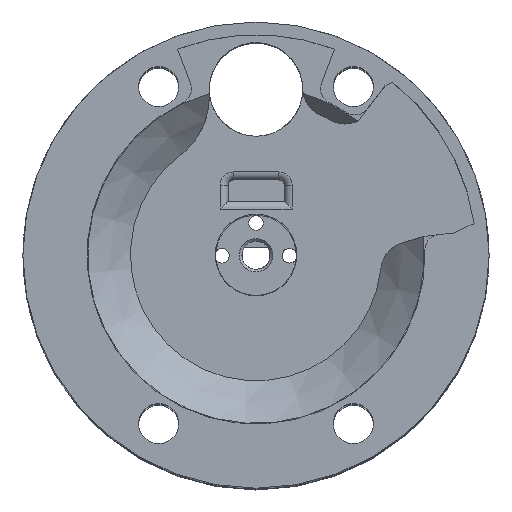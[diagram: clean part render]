
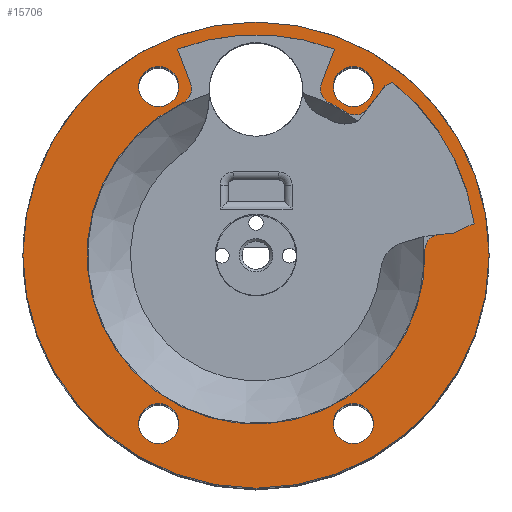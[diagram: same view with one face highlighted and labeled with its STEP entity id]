
A CAD part, top view. The second image highlights one B-rep face of the part: STEP entity #15706.
In plain terms, the highlighted planar face has unit normal (0, 0, 1).
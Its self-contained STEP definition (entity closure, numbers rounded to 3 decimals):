
#587=FACE_BOUND('',#2672,.T.);
#588=FACE_BOUND('',#2673,.T.);
#589=FACE_BOUND('',#2674,.T.);
#590=FACE_BOUND('',#2675,.T.);
#591=FACE_BOUND('',#2676,.T.);
#911=PLANE('',#17165);
#1737=FACE_OUTER_BOUND('',#2671,.T.);
#2671=EDGE_LOOP('',(#14246));
#2672=EDGE_LOOP('',(#14247,#14248,#14249,#14250,#14251,#14252,#14253,#14254,
#14255,#14256,#14257,#14258,#14259,#14260));
#2673=EDGE_LOOP('',(#14261));
#2674=EDGE_LOOP('',(#14262));
#2675=EDGE_LOOP('',(#14263));
#2676=EDGE_LOOP('',(#14264));
#3697=CIRCLE('',#17088,17.45);
#3738=CIRCLE('',#17162,1.162);
#3740=CIRCLE('',#17166,12.65);
#3741=CIRCLE('',#17167,1.162);
#3742=CIRCLE('',#17168,16.5);
#3743=CIRCLE('',#17169,1.162);
#3744=CIRCLE('',#17170,12.65);
#3745=CIRCLE('',#17171,1.162);
#3746=CIRCLE('',#17172,16.5);
#3747=CIRCLE('',#17173,1.5);
#3748=CIRCLE('',#17174,1.5);
#3749=CIRCLE('',#17175,1.5);
#3750=CIRCLE('',#17176,1.5);
#4767=LINE('',#30926,#5826);
#4770=LINE('',#30935,#5829);
#4771=LINE('',#30939,#5830);
#4772=LINE('',#30947,#5831);
#4773=LINE('',#30949,#5832);
#4774=LINE('',#30952,#5833);
#5826=VECTOR('',#21029,10.);
#5829=VECTOR('',#21038,10.);
#5830=VECTOR('',#21041,10.);
#5831=VECTOR('',#21048,10.);
#5832=VECTOR('',#21049,10.);
#5833=VECTOR('',#21052,10.);
#7293=VERTEX_POINT('',#30688);
#7365=VERTEX_POINT('',#30914);
#7366=VERTEX_POINT('',#30915);
#7370=VERTEX_POINT('',#30925);
#7371=VERTEX_POINT('',#30930);
#7372=VERTEX_POINT('',#30932);
#7373=VERTEX_POINT('',#30934);
#7374=VERTEX_POINT('',#30936);
#7375=VERTEX_POINT('',#30938);
#7376=VERTEX_POINT('',#30940);
#7377=VERTEX_POINT('',#30942);
#7378=VERTEX_POINT('',#30944);
#7379=VERTEX_POINT('',#30946);
#7380=VERTEX_POINT('',#30948);
#7381=VERTEX_POINT('',#30950);
#7382=VERTEX_POINT('',#30953);
#7383=VERTEX_POINT('',#30955);
#7384=VERTEX_POINT('',#30957);
#7385=VERTEX_POINT('',#30959);
#9576=EDGE_CURVE('',#7293,#7293,#3697,.T.);
#9681=EDGE_CURVE('',#7365,#7366,#3738,.T.);
#9686=EDGE_CURVE('',#7370,#7366,#4767,.F.);
#9689=EDGE_CURVE('',#7365,#7371,#3740,.F.);
#9690=EDGE_CURVE('',#7372,#7371,#3741,.T.);
#9691=EDGE_CURVE('',#7372,#7373,#4770,.F.);
#9692=EDGE_CURVE('',#7373,#7374,#3742,.F.);
#9693=EDGE_CURVE('',#7374,#7375,#4771,.F.);
#9694=EDGE_CURVE('',#7376,#7375,#3743,.T.);
#9695=EDGE_CURVE('',#7376,#7377,#3744,.F.);
#9696=EDGE_CURVE('',#7378,#7377,#3745,.T.);
#9697=EDGE_CURVE('',#7378,#7379,#4772,.F.);
#9698=EDGE_CURVE('',#7379,#7380,#4773,.F.);
#9699=EDGE_CURVE('',#7380,#7381,#3746,.F.);
#9700=EDGE_CURVE('',#7381,#7370,#4774,.F.);
#9701=EDGE_CURVE('',#7382,#7382,#3747,.T.);
#9702=EDGE_CURVE('',#7383,#7383,#3748,.T.);
#9703=EDGE_CURVE('',#7384,#7384,#3749,.T.);
#9704=EDGE_CURVE('',#7385,#7385,#3750,.T.);
#14246=ORIENTED_EDGE('',*,*,#9576,.T.);
#14247=ORIENTED_EDGE('',*,*,#9681,.F.);
#14248=ORIENTED_EDGE('',*,*,#9689,.T.);
#14249=ORIENTED_EDGE('',*,*,#9690,.F.);
#14250=ORIENTED_EDGE('',*,*,#9691,.T.);
#14251=ORIENTED_EDGE('',*,*,#9692,.T.);
#14252=ORIENTED_EDGE('',*,*,#9693,.T.);
#14253=ORIENTED_EDGE('',*,*,#9694,.F.);
#14254=ORIENTED_EDGE('',*,*,#9695,.T.);
#14255=ORIENTED_EDGE('',*,*,#9696,.F.);
#14256=ORIENTED_EDGE('',*,*,#9697,.T.);
#14257=ORIENTED_EDGE('',*,*,#9698,.T.);
#14258=ORIENTED_EDGE('',*,*,#9699,.T.);
#14259=ORIENTED_EDGE('',*,*,#9700,.T.);
#14260=ORIENTED_EDGE('',*,*,#9686,.T.);
#14261=ORIENTED_EDGE('',*,*,#9701,.T.);
#14262=ORIENTED_EDGE('',*,*,#9702,.T.);
#14263=ORIENTED_EDGE('',*,*,#9703,.T.);
#14264=ORIENTED_EDGE('',*,*,#9704,.T.);
#15706=ADVANCED_FACE('',(#1737,#587,#588,#589,#590,#591),#911,.T.);
#17088=AXIS2_PLACEMENT_3D('',#30689,#20819,#20820);
#17162=AXIS2_PLACEMENT_3D('',#30916,#21020,#21021);
#17165=AXIS2_PLACEMENT_3D('',#30929,#21032,#21033);
#17166=AXIS2_PLACEMENT_3D('',#30931,#21034,#21035);
#17167=AXIS2_PLACEMENT_3D('',#30933,#21036,#21037);
#17168=AXIS2_PLACEMENT_3D('',#30937,#21039,#21040);
#17169=AXIS2_PLACEMENT_3D('',#30941,#21042,#21043);
#17170=AXIS2_PLACEMENT_3D('',#30943,#21044,#21045);
#17171=AXIS2_PLACEMENT_3D('',#30945,#21046,#21047);
#17172=AXIS2_PLACEMENT_3D('',#30951,#21050,#21051);
#17173=AXIS2_PLACEMENT_3D('',#30954,#21053,#21054);
#17174=AXIS2_PLACEMENT_3D('',#30956,#21055,#21056);
#17175=AXIS2_PLACEMENT_3D('',#30958,#21057,#21058);
#17176=AXIS2_PLACEMENT_3D('',#30960,#21059,#21060);
#20819=DIRECTION('center_axis',(0.,0.,1.));
#20820=DIRECTION('ref_axis',(1.,0.,0.));
#21020=DIRECTION('center_axis',(0.,0.,-1.));
#21021=DIRECTION('ref_axis',(-0.754,0.656,0.));
#21029=DIRECTION('',(0.994,0.111,0.));
#21032=DIRECTION('center_axis',(0.,0.,1.));
#21033=DIRECTION('ref_axis',(1.,0.,0.));
#21034=DIRECTION('center_axis',(0.,0.,1.));
#21035=DIRECTION('ref_axis',(-1.,0.,0.));
#21036=DIRECTION('center_axis',(0.,0.,-1.));
#21037=DIRECTION('ref_axis',(0.929,-0.371,0.));
#21038=DIRECTION('',(0.356,-0.935,0.));
#21039=DIRECTION('center_axis',(0.,0.,1.));
#21040=DIRECTION('ref_axis',(-1.,0.,0.));
#21041=DIRECTION('',(0.356,0.935,0.));
#21042=DIRECTION('center_axis',(0.,0.,-1.));
#21043=DIRECTION('ref_axis',(-0.929,-0.371,0.));
#21044=DIRECTION('center_axis',(0.,0.,1.));
#21045=DIRECTION('ref_axis',(-1.,0.,0.));
#21046=DIRECTION('center_axis',(0.,0.,-1.));
#21047=DIRECTION('ref_axis',(0.176,-0.984,0.));
#21048=DIRECTION('',(-0.606,-0.796,0.));
#21049=DIRECTION('',(-0.906,-0.423,0.));
#21050=DIRECTION('center_axis',(0.,0.,1.));
#21051=DIRECTION('ref_axis',(-1.,0.,0.));
#21052=DIRECTION('',(0.909,0.417,0.));
#21053=DIRECTION('center_axis',(0.,0.,-1.));
#21054=DIRECTION('ref_axis',(-1.,0.,0.));
#21055=DIRECTION('center_axis',(0.,0.,-1.));
#21056=DIRECTION('ref_axis',(-1.,0.,0.));
#21057=DIRECTION('center_axis',(0.,0.,-1.));
#21058=DIRECTION('ref_axis',(-1.,0.,0.));
#21059=DIRECTION('center_axis',(0.,0.,-1.));
#21060=DIRECTION('ref_axis',(-1.,0.,0.));
#30688=CARTESIAN_POINT('',(-17.45,0.,77.61));
#30689=CARTESIAN_POINT('Origin',(0.,0.,77.61));
#30914=CARTESIAN_POINT('',(12.645,0.344,77.61));
#30915=CARTESIAN_POINT('',(13.678,1.53,77.61));
#30916=CARTESIAN_POINT('Origin',(13.807,0.375,77.61));
#30925=CARTESIAN_POINT('',(14.786,1.654,77.61));
#30926=CARTESIAN_POINT('',(7.393,0.827,77.61));
#30929=CARTESIAN_POINT('Origin',(0.,0.,77.61));
#30930=CARTESIAN_POINT('',(-5.479,11.402,77.61));
#30931=CARTESIAN_POINT('Origin',(0.,0.,77.61));
#30932=CARTESIAN_POINT('',(-4.896,12.863,77.61));
#30933=CARTESIAN_POINT('Origin',(-5.982,12.449,77.61));
#30934=CARTESIAN_POINT('',(-5.87,15.421,77.61));
#30935=CARTESIAN_POINT('',(-2.268,5.958,77.61));
#30936=CARTESIAN_POINT('',(5.87,15.421,77.61));
#30937=CARTESIAN_POINT('Origin',(0.,0.,77.61));
#30938=CARTESIAN_POINT('',(4.896,12.863,77.61));
#30939=CARTESIAN_POINT('',(2.935,7.71,77.61));
#30940=CARTESIAN_POINT('',(5.479,11.402,77.61));
#30941=CARTESIAN_POINT('Origin',(5.982,12.449,77.61));
#30942=CARTESIAN_POINT('',(6.79,10.673,77.61));
#30943=CARTESIAN_POINT('Origin',(0.,0.,77.61));
#30944=CARTESIAN_POINT('',(8.338,10.95,77.61));
#30945=CARTESIAN_POINT('Origin',(7.414,11.654,77.61));
#30946=CARTESIAN_POINT('',(9.649,12.671,77.61));
#30947=CARTESIAN_POINT('',(2.847,3.739,77.61));
#30948=CARTESIAN_POINT('',(10.233,12.943,77.61));
#30949=CARTESIAN_POINT('',(3.26,9.691,77.61));
#30950=CARTESIAN_POINT('',(16.33,2.361,77.61));
#30951=CARTESIAN_POINT('Origin',(0.,0.,77.61));
#30952=CARTESIAN_POINT('',(9.135,-0.936,77.61));
#30953=CARTESIAN_POINT('',(-5.783,-12.615,77.61));
#30954=CARTESIAN_POINT('Origin',(-7.284,-12.615,77.61));
#30955=CARTESIAN_POINT('',(-5.784,12.615,77.61));
#30956=CARTESIAN_POINT('Origin',(-7.283,12.615,77.61));
#30957=CARTESIAN_POINT('',(8.783,-12.615,77.61));
#30958=CARTESIAN_POINT('Origin',(7.284,-12.615,77.61));
#30959=CARTESIAN_POINT('',(8.784,12.615,77.61));
#30960=CARTESIAN_POINT('Origin',(7.284,12.615,77.61));
